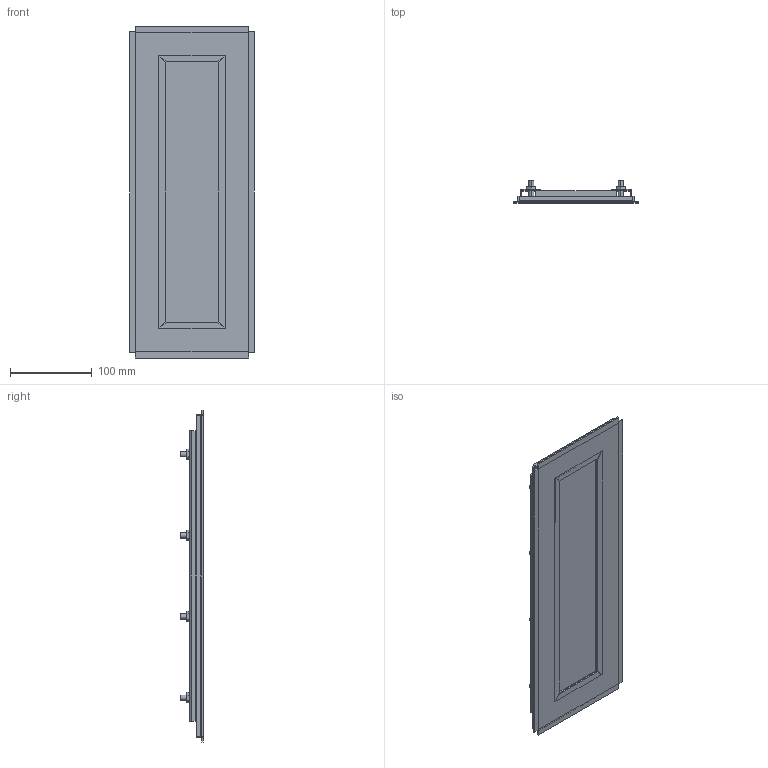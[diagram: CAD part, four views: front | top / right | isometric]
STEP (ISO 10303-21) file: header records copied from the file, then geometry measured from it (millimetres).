
FILE_DESCRIPTION (( 'STEP AP203' ), '1' );
FILE_NAME ('1481WN41303_Default.step', '2019-11-12T17:55:45', ( '' ), ( '' ), 'SwSTEP 2.0', 'SolidWorks 2019', '' );
FILE_SCHEMA (( 'CONFIG_CONTROL_DESIGN' ));
Length unit declared in the file: inch
Products named in the file (1): 1481WN41303_Default
Bounding box: 153.03 x 27.23 x 407.04 mm (x, y, z)
Volume: 418885.4 mm3; surface area: 300932.1 mm2
Topology: 21 solids, 21 shells, 382 faces, 844 edges, 512 vertices
Faces by surface type: plane 186, cone 104, cylinder 84, bspline 8
Entity records: 11083 total; most frequent: CARTESIAN_POINT 2803, ORIENTED_EDGE 1688, DIRECTION 1642, EDGE_CURVE 844, AXIS2_PLACEMENT_3D 631, VERTEX_POINT 512, EDGE_LOOP 426, FACE_OUTER_BOUND 382
